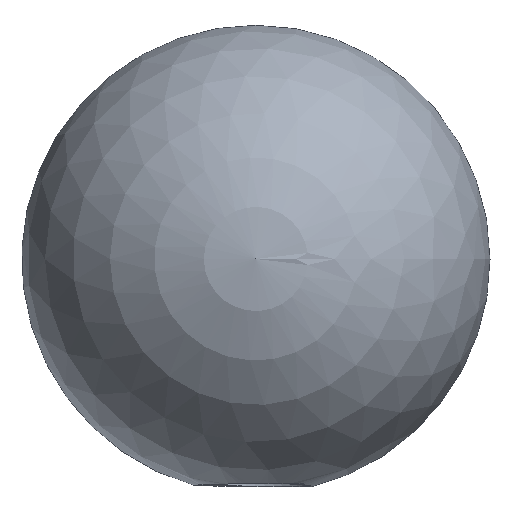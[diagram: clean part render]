
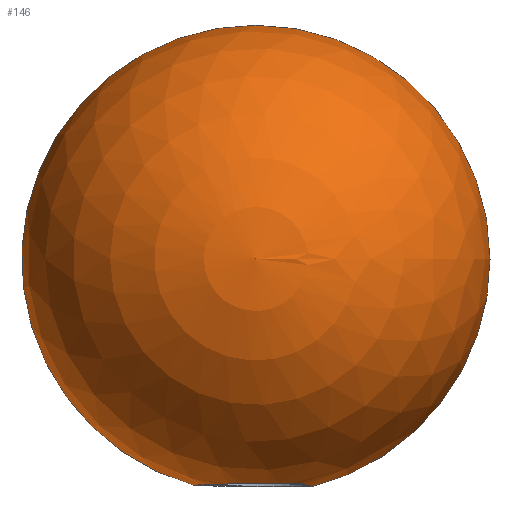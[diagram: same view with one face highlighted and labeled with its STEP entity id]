
A CAD part, top view. The second image highlights one B-rep face of the part: STEP entity #146.
In plain terms, the highlighted spherical face has radius 12.5 mm.
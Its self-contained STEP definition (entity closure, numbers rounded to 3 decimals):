
#61 = VERTEX_POINT ( 'NONE', #1374 ) ;
#82 = EDGE_CURVE ( 'NONE', #186, #721, #1464, .T. ) ;
#103 = CARTESIAN_POINT ( 'NONE',  ( -0.907, -11.988, 3.423 ) ) ;
#130 = CARTESIAN_POINT ( 'NONE',  ( -0.907, -11.988, 3.423 ) ) ;
#141 = CARTESIAN_POINT ( 'NONE',  ( -0.682, -11.988, 3.483 ) ) ;
#146 = ADVANCED_FACE ( 'NONE', ( #972 ), #689, .T. ) ;
#186 = VERTEX_POINT ( 'NONE', #252 ) ;
#204 = CARTESIAN_POINT ( 'NONE',  ( 0., 0., 0. ) ) ;
#207 = CARTESIAN_POINT ( 'NONE',  ( 2.9, -12.076, 1.424 ) ) ;
#219 = CARTESIAN_POINT ( 'NONE',  ( 3.048, -12.112, 0.573 ) ) ;
#227 = CARTESIAN_POINT ( 'NONE',  ( 2.003, -12.002, 2.878 ) ) ;
#230 = EDGE_CURVE ( 'NONE', #61, #1649, #877, .T. ) ;
#247 = CARTESIAN_POINT ( 'NONE',  ( -3.12, -12.037, 1.292 ) ) ;
#252 = CARTESIAN_POINT ( 'NONE',  ( 3., -12.135, 0. ) ) ;
#265 = CARTESIAN_POINT ( 'NONE',  ( -3.224, -12.043, 0.931 ) ) ;
#407 = CARTESIAN_POINT ( 'NONE',  ( -3.303, -12.051, 0.374 ) ) ;
#415 = CARTESIAN_POINT ( 'NONE',  ( -3.309, -12.054, 0.187 ) ) ;
#432 = CARTESIAN_POINT ( 'NONE',  ( 0., 0., 0. ) ) ;
#470 = ORIENTED_EDGE ( 'NONE', *, *, #82, .T. ) ;
#515 = ORIENTED_EDGE ( 'NONE', *, *, #950, .F. ) ;
#528 = B_SPLINE_CURVE_WITH_KNOTS ( 'NONE', 3,
 ( #1316, #927, #219, #916, #781, #207, #1220, #1509, #1774, #1478, #227, #1497 ),
 .UNSPECIFIED., .F., .F.,
 ( 4, 2, 2, 2, 2, 4 ),
 ( 0., 0.001, 0.001, 0.002, 0.003, 0.003 ),
 .UNSPECIFIED. ) ;
#533 = CARTESIAN_POINT ( 'NONE',  ( 1.779, -11.988, 3.062 ) ) ;
#536 = EDGE_CURVE ( 'NONE', #1454, #721, #1706, .T. ) ;
#563 = DIRECTION ( 'NONE',  ( 1., 0., 0. ) ) ;
#578 = ORIENTED_EDGE ( 'NONE', *, *, #230, .F. ) ;
#684 = CARTESIAN_POINT ( 'NONE',  ( -3.261, -12.046, 0.745 ) ) ;
#689 = SPHERICAL_SURFACE ( 'NONE', #1728, 12.5 ) ;
#694 = CARTESIAN_POINT ( 'NONE',  ( -2.207, -12.011, 2.693 ) ) ;
#721 = VERTEX_POINT ( 'NONE', #1675 ) ;
#781 = CARTESIAN_POINT ( 'NONE',  ( 2.972, -12.088, 1.145 ) ) ;
#832 = CARTESIAN_POINT ( 'NONE',  ( 0.242, -11.988, 3.541 ) ) ;
#836 = CARTESIAN_POINT ( 'NONE',  ( -3.053, -12.034, 1.466 ) ) ;
#877 = B_SPLINE_CURVE_WITH_KNOTS ( 'NONE', 3,
 ( #533, #982, #1096, #832, #1822, #1538, #141, #1673 ),
 .UNSPECIFIED., .F., .F.,
 ( 4, 2, 2, 4 ),
 ( 0., 0.001, 0.002, 0.003 ),
 .UNSPECIFIED. ) ;
#916 = CARTESIAN_POINT ( 'NONE',  ( 2.998, -12.095, 1.002 ) ) ;
#921 = ORIENTED_EDGE ( 'NONE', *, *, #536, .F. ) ;
#927 = CARTESIAN_POINT ( 'NONE',  ( 3.044, -12.124, 0.287 ) ) ;
#950 = EDGE_CURVE ( 'NONE', #1649, #1454, #1027, .T. ) ;
#960 = CARTESIAN_POINT ( 'NONE',  ( -2.892, -12.028, 1.803 ) ) ;
#972 = FACE_OUTER_BOUND ( 'NONE', #1426, .T. ) ;
#982 = CARTESIAN_POINT ( 'NONE',  ( 1.376, -11.988, 3.296 ) ) ;
#1018 = DIRECTION ( 'NONE',  ( -1., 0., 0. ) ) ;
#1027 = B_SPLINE_CURVE_WITH_KNOTS ( 'NONE', 3,
 ( #130, #1690, #1700, #694, #1121, #1669, #960, #836, #247, #265, #684, #407, #415, #1260 ),
 .UNSPECIFIED., .F., .F.,
 ( 4, 2, 2, 2, 2, 2, 4 ),
 ( 0., 0.001, 0.002, 0.003, 0.003, 0.004, 0.004 ),
 .UNSPECIFIED. ) ;
#1096 = CARTESIAN_POINT ( 'NONE',  ( 0.932, -11.988, 3.448 ) ) ;
#1108 = ORIENTED_EDGE ( 'NONE', *, *, #1550, .F. ) ;
#1121 = CARTESIAN_POINT ( 'NONE',  ( -2.471, -12.016, 2.427 ) ) ;
#1201 = DIRECTION ( 'NONE',  ( 0., 0., 1. ) ) ;
#1220 = CARTESIAN_POINT ( 'NONE',  ( 2.856, -12.07, 1.56 ) ) ;
#1260 = CARTESIAN_POINT ( 'NONE',  ( -3.298, -12.057, 0. ) ) ;
#1282 = CARTESIAN_POINT ( 'NONE',  ( -3.298, -12.057, 0. ) ) ;
#1297 = DIRECTION ( 'NONE',  ( 0., 0., -1. ) ) ;
#1316 = CARTESIAN_POINT ( 'NONE',  ( 3., -12.135, 0. ) ) ;
#1365 = DIRECTION ( 'NONE',  ( 1., 0., 0. ) ) ;
#1374 = CARTESIAN_POINT ( 'NONE',  ( 1.779, -11.988, 3.062 ) ) ;
#1420 = DIRECTION ( 'NONE',  ( 0., 0., -1. ) ) ;
#1426 = EDGE_LOOP ( 'NONE', ( #921, #515, #578, #1108, #470 ) ) ;
#1454 = VERTEX_POINT ( 'NONE', #1282 ) ;
#1464 = CIRCLE ( 'NONE', #1575, 12.5 ) ;
#1478 = CARTESIAN_POINT ( 'NONE',  ( 2.204, -12.015, 2.669 ) ) ;
#1497 = CARTESIAN_POINT ( 'NONE',  ( 1.779, -11.988, 3.062 ) ) ;
#1509 = CARTESIAN_POINT ( 'NONE',  ( 2.695, -12.051, 1.958 ) ) ;
#1538 = CARTESIAN_POINT ( 'NONE',  ( -0.451, -11.988, 3.52 ) ) ;
#1550 = EDGE_CURVE ( 'NONE', #186, #61, #528, .T. ) ;
#1575 = AXIS2_PLACEMENT_3D ( 'NONE', #204, #1201, #1365 ) ;
#1612 = AXIS2_PLACEMENT_3D ( 'NONE', #432, #1297, #1018 ) ;
#1649 = VERTEX_POINT ( 'NONE', #103 ) ;
#1669 = CARTESIAN_POINT ( 'NONE',  ( -2.796, -12.025, 1.966 ) ) ;
#1673 = CARTESIAN_POINT ( 'NONE',  ( -0.907, -11.988, 3.423 ) ) ;
#1675 = CARTESIAN_POINT ( 'NONE',  ( 0., 12.5, 0. ) ) ;
#1690 = CARTESIAN_POINT ( 'NONE',  ( -1.267, -11.994, 3.307 ) ) ;
#1700 = CARTESIAN_POINT ( 'NONE',  ( -1.599, -12., 3.138 ) ) ;
#1706 = CIRCLE ( 'NONE', #1612, 12.5 ) ;
#1712 = CARTESIAN_POINT ( 'NONE',  ( 0., 0., 0. ) ) ;
#1728 = AXIS2_PLACEMENT_3D ( 'NONE', #1712, #1420, #563 ) ;
#1774 = CARTESIAN_POINT ( 'NONE',  ( 2.55, -12.039, 2.212 ) ) ;
#1822 = CARTESIAN_POINT ( 'NONE',  ( 0.012, -11.988, 3.549 ) ) ;
